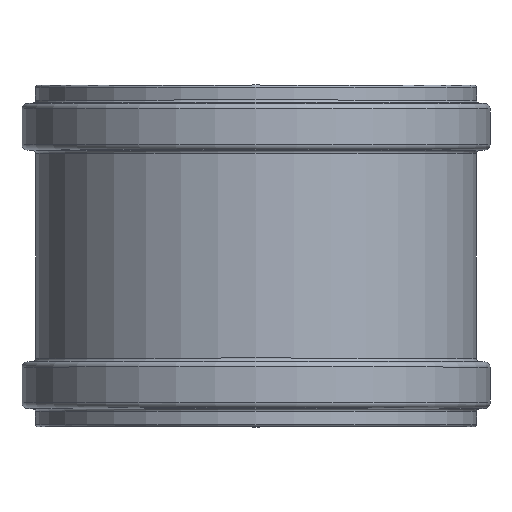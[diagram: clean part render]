
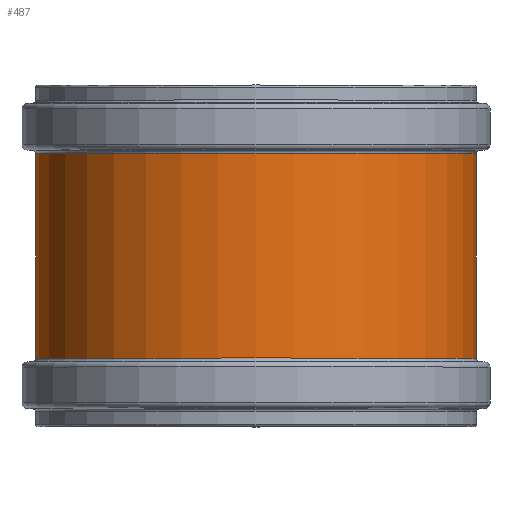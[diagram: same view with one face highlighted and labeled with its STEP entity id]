
A CAD part, top view. The second image highlights one B-rep face of the part: STEP entity #487.
In plain terms, the highlighted cylindrical face has radius 210.55 mm (diameter 421.1 mm), a full revolution.
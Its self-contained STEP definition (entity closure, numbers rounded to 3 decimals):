
#79=FACE_BOUND('',#200,.T.);
#123=FACE_OUTER_BOUND('',#199,.T.);
#199=EDGE_LOOP('',(#419));
#200=EDGE_LOOP('',(#420));
#233=CIRCLE('',#520,210.55);
#257=CIRCLE('',#567,210.55);
#277=VERTEX_POINT('',#797);
#301=VERTEX_POINT('',#868);
#321=EDGE_CURVE('',#277,#277,#233,.T.);
#345=EDGE_CURVE('',#301,#301,#257,.T.);
#419=ORIENTED_EDGE('',*,*,#321,.F.);
#420=ORIENTED_EDGE('',*,*,#345,.T.);
#451=CYLINDRICAL_SURFACE('',#568,210.55);
#487=ADVANCED_FACE('',(#123,#79),#451,.T.);
#520=AXIS2_PLACEMENT_3D('',#798,#629,#630);
#567=AXIS2_PLACEMENT_3D('',#869,#723,#724);
#568=AXIS2_PLACEMENT_3D('',#870,#725,#726);
#629=DIRECTION('center_axis',(0.,-1.,0.));
#630=DIRECTION('ref_axis',(1.,0.,0.));
#723=DIRECTION('center_axis',(0.,-1.,0.));
#724=DIRECTION('ref_axis',(1.,0.,0.));
#725=DIRECTION('center_axis',(0.,-1.,0.));
#726=DIRECTION('ref_axis',(1.,0.,0.));
#797=CARTESIAN_POINT('',(210.55,-94.27,0.));
#798=CARTESIAN_POINT('Origin',(0.,-94.27,0.));
#868=CARTESIAN_POINT('',(210.55,101.345,0.));
#869=CARTESIAN_POINT('Origin',(0.,101.345,0.));
#870=CARTESIAN_POINT('Origin',(0.,52.441,0.));
